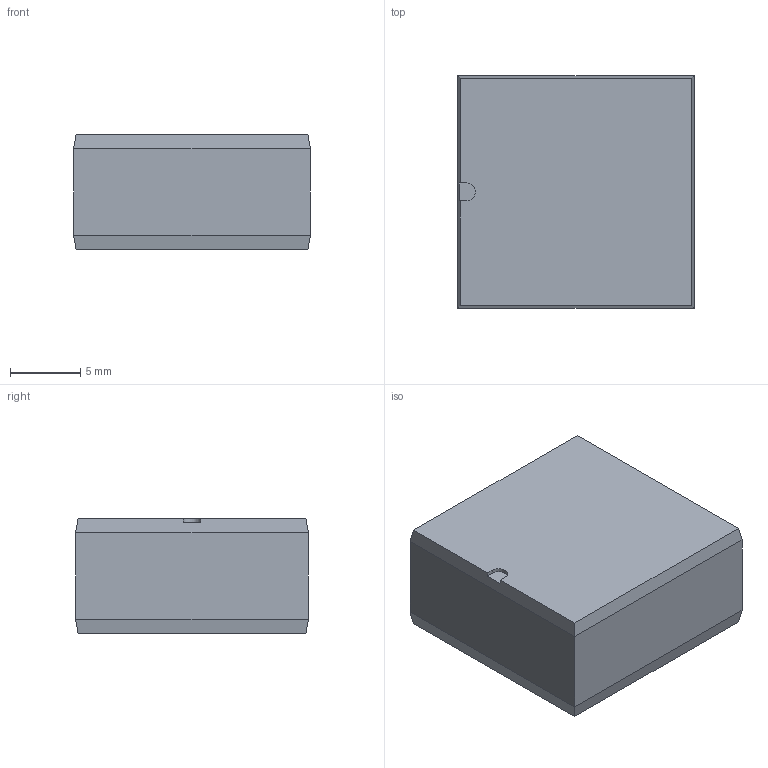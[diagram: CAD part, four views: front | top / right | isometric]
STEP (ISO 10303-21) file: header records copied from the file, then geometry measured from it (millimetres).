
FILE_DESCRIPTION (( 'STEP AP214' ), '1' );
FILE_NAME ( 'DIP1651W100P254L1680H850Q10_7.STEP', '2016-10-10T12:39:03', ( '' ), ( '' ), 'FPX Expert 2013', 'PCB Libraries', '' );
FILE_SCHEMA (( 'AUTOMOTIVE_DESIGN' ));
Length unit declared in the file: millimetre
Products named in the file (1): DIP1651W100P254L1680H850Q10_7
Bounding box: 16.8 x 16.51 x 8.12 mm (x, y, z)
Volume: 2239.8 mm3; surface area: 1073.4 mm2
Topology: 1 solids, 1 shells, 18 faces, 40 edges, 24 vertices
Faces by surface type: plane 17, cylinder 1
Entity records: 3858 total; most frequent: CARTESIAN_POINT 601, ORIENTED_EDGE 584, DIRECTION 556, EDGE_CURVE 292, VECTOR 262, LINE 262, VERTEX_POINT 192, AXIS2_PLACEMENT_3D 147
